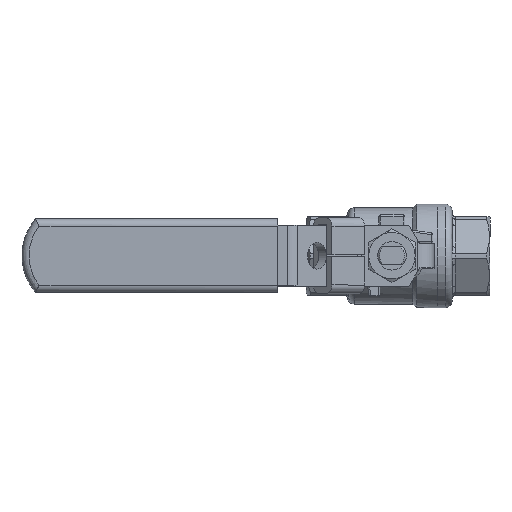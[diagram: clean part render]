
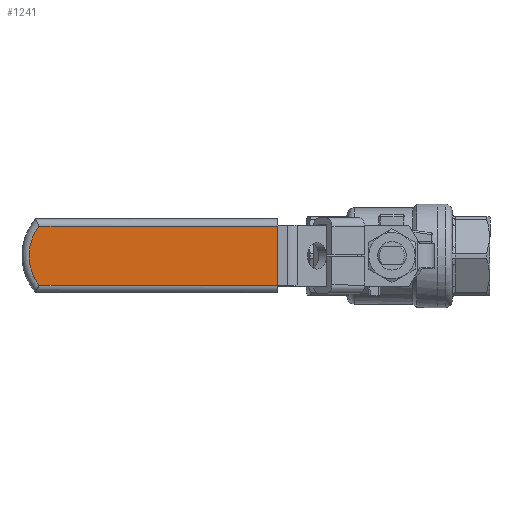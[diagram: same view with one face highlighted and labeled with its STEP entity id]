
A CAD part, top view. The second image highlights one B-rep face of the part: STEP entity #1241.
In plain terms, the highlighted face is planar.
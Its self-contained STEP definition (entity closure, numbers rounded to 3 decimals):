
#1241=ADVANCED_FACE('',(#2389),#2390,.F.);
#2389=FACE_OUTER_BOUND('',#5753,.T.);
#2390=PLANE('',#5754);
#5753=EDGE_LOOP('',(#8415,#8416,#8417,#8418));
#5754=AXIS2_PLACEMENT_3D('',#8419,#8420,#8421);
#8415=ORIENTED_EDGE('',*,*,#9706,.T.);
#8416=ORIENTED_EDGE('',*,*,#9707,.T.);
#8417=ORIENTED_EDGE('',*,*,#9708,.F.);
#8418=ORIENTED_EDGE('',*,*,#9701,.T.);
#8419=CARTESIAN_POINT('',(-103.8,-51.25,10.3));
#8420=DIRECTION('',(0.0,1.0,0.0));
#8421=DIRECTION('',(0.0,0.0,1.0));
#9701=EDGE_CURVE('',#11220,#11224,#11226,.F.);
#9706=EDGE_CURVE('',#11224,#11232,#11233,.F.);
#9707=EDGE_CURVE('',#11232,#11234,#11235,.T.);
#9708=EDGE_CURVE('',#11220,#11234,#11236,.T.);
#11220=VERTEX_POINT('',#14278);
#11224=VERTEX_POINT('',#14283);
#11226=LINE('',#14298,#14299);
#11232=VERTEX_POINT('',#14307);
#11233=CIRCLE('',#14308,13.8);
#11234=VERTEX_POINT('',#14309);
#11235=LINE('',#14310,#14311);
#11236=LINE('',#14312,#14313);
#14278=CARTESIAN_POINT('',(-32.0,-51.25,8.3));
#14283=CARTESIAN_POINT('',(-99.025,-51.25,8.3));
#14298=CARTESIAN_POINT('',(-99.981,-51.25,8.3));
#14299=VECTOR('',#15730,1.0);
#14307=CARTESIAN_POINT('',(-99.025,-51.25,-8.3));
#14308=AXIS2_PLACEMENT_3D('',#15733,#15734,#15735);
#14309=CARTESIAN_POINT('',(-32.0,-51.25,-8.3));
#14310=CARTESIAN_POINT('',(-103.8,-51.25,-8.3));
#14311=VECTOR('',#15736,1.0);
#14312=CARTESIAN_POINT('',(-32.0,-51.25,10.3));
#14313=VECTOR('',#15737,1.0);
#15730=DIRECTION('',(1.0,0.0,0.0));
#15733=CARTESIAN_POINT('',(-88.0,-51.25,0.));
#15734=DIRECTION('',(0.0,1.0,0.0));
#15735=DIRECTION('',(0.0,0.0,1.0));
#15736=DIRECTION('',(1.0,0.0,0.0));
#15737=DIRECTION('',(0.0,0.0,-1.0));
